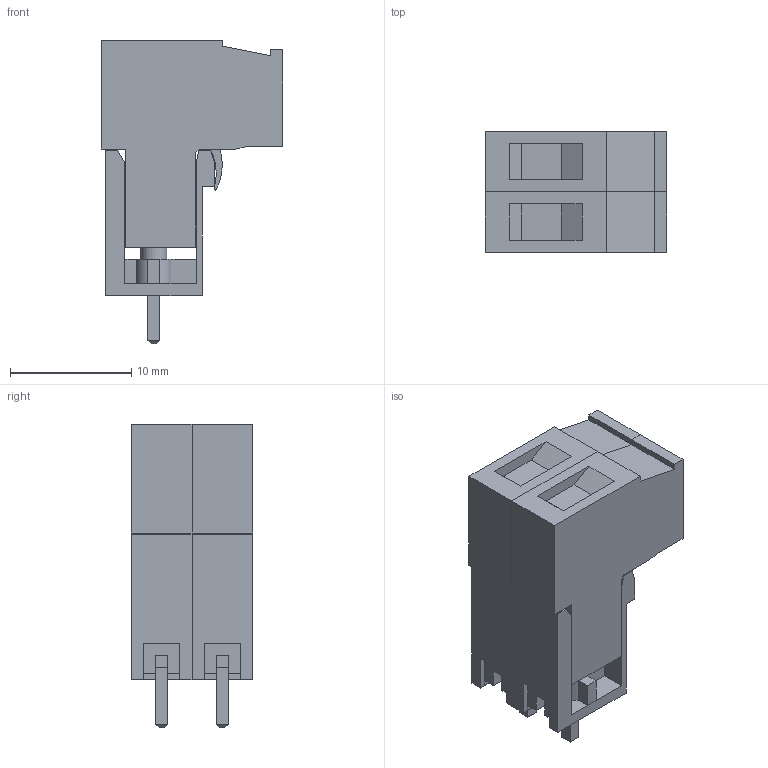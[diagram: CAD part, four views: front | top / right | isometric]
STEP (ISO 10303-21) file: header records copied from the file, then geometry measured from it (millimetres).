
FILE_DESCRIPTION(('FreeCAD Model'),'2;1');
FILE_NAME('AK_H_2.stp', '2017-09-25T22:04:32',('Author'),(''), 'Open CASCADE STEP processor 6.8','FreeCAD','Unknown');
FILE_SCHEMA(('AUTOMOTIVE_DESIGN_CC2 { 1 2 10303 214 -1 1 5 4 }'));
Length unit declared in the file: millimetre
Products named in the file (5): ASSEMBLY; Array002; Array003; Array001; Array
Assembly tree (4 placements, depth 2):
  ASSEMBLY
    Array002
    Array003
    Array001
    Array
Bounding box: 15 x 10 x 25.1 mm (x, y, z)
Volume: 2075.6 mm3; surface area: 2441.3 mm2
Topology: 7 solids, 7 shells, 218 faces, 544 edges, 344 vertices
Faces by surface type: plane 203, cylinder 14, bspline 1
Full cylindrical faces by diameter (mm): 2.13 x2, 4 x2
Entity records: 14158 total; most frequent: CARTESIAN_POINT 3035, DIRECTION 2010, LINE 1478, VECTOR 1478, ORIENTED_EDGE 1104, PCURVE 1088, DEFINITIONAL_REPRESENTATION 1088, EDGE_CURVE 544
